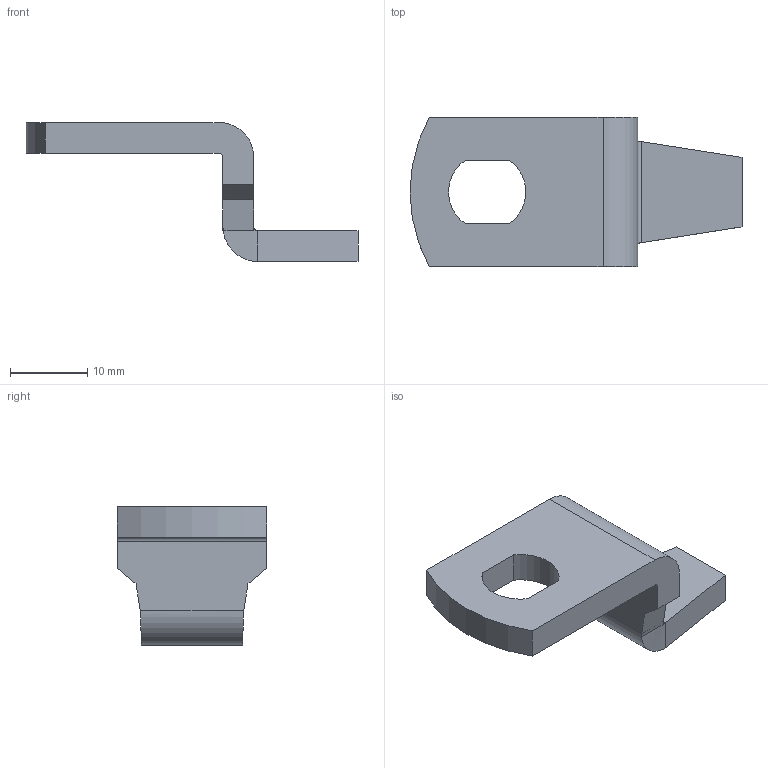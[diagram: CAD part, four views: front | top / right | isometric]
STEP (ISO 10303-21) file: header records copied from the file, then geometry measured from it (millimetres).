
FILE_DESCRIPTION(('STEP AP214'),'1');
FILE_NAME('ME.step','2017-07-19T05:48:04',(' '),(' '),'Spatial InterOp 3D',' ',' ');
FILE_SCHEMA(('automotive_design'));
Length unit declared in the file: millimetre
Products named in the file (1): _153
Bounding box: 43 x 19.3 x 18 mm (x, y, z)
Volume: 3266.6 mm3; surface area: 2310.1 mm2
Topology: 1 solids, 1 shells, 28 faces, 70 edges, 44 vertices
Faces by surface type: plane 19, cylinder 7, bspline 2
Entity records: 1114 total; most frequent: CARTESIAN_POINT 197, ORIENTED_EDGE 140, DIRECTION 138, EDGE_CURVE 70, LINE 56, VECTOR 56, VERTEX_POINT 44, AXIS2_PLACEMENT_3D 41
